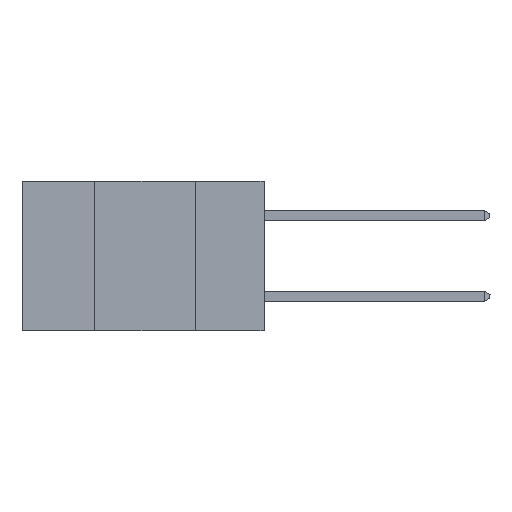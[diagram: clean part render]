
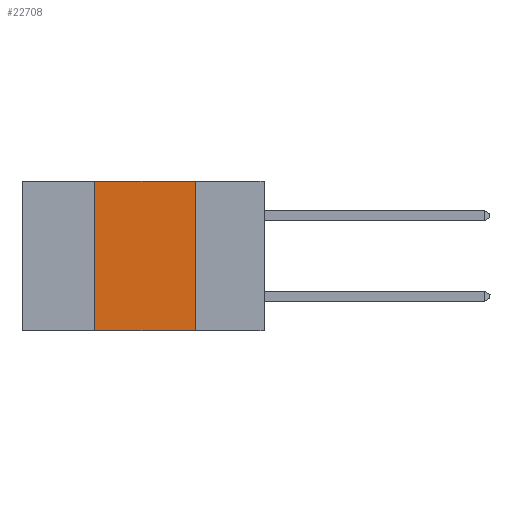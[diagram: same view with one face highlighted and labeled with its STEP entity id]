
A CAD part, left-side view. The second image highlights one B-rep face of the part: STEP entity #22708.
In plain terms, the highlighted planar face has unit normal (-1, 0, 0).
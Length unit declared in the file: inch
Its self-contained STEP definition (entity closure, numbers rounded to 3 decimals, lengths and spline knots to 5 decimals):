
#12 = CARTESIAN_POINT ( 'NONE',  ( 0., 0.17, 0. ) ) ;
#579 = DIRECTION ( 'NONE',  ( 0., 0., -1. ) ) ;
#947 = LINE ( 'NONE', #8415, #21765 ) ;
#1144 = VERTEX_POINT ( 'NONE', #4942 ) ;
#1202 = VERTEX_POINT ( 'NONE', #21370 ) ;
#1401 = EDGE_LOOP ( 'NONE', ( #16729, #2238, #9714, #14427 ) ) ;
#1566 = CARTESIAN_POINT ( 'NONE',  ( 0., 0.17, 0. ) ) ;
#2238 = ORIENTED_EDGE ( 'NONE', *, *, #11008, .F. ) ;
#3782 = LINE ( 'NONE', #21668, #7681 ) ;
#4592 = EDGE_CURVE ( 'NONE', #1144, #1202, #947, .T. ) ;
#4942 = CARTESIAN_POINT ( 'NONE',  ( 0., 0.42, -0.37 ) ) ;
#5326 = FACE_OUTER_BOUND ( 'NONE', #1401, .T. ) ;
#5577 = EDGE_CURVE ( 'NONE', #5908, #1202, #20555, .T. ) ;
#5908 = VERTEX_POINT ( 'NONE', #12 ) ;
#6361 = DIRECTION ( 'NONE',  ( 0., 0., 1. ) ) ;
#7404 = VECTOR ( 'NONE', #6361, 39.37008 ) ;
#7681 = VECTOR ( 'NONE', #16443, 39.37008 ) ;
#8415 = CARTESIAN_POINT ( 'NONE',  ( 0., 0.6, -0.37 ) ) ;
#9714 = ORIENTED_EDGE ( 'NONE', *, *, #13677, .F. ) ;
#9915 = VERTEX_POINT ( 'NONE', #13582 ) ;
#11008 = EDGE_CURVE ( 'NONE', #9915, #5908, #3782, .T. ) ;
#12301 = VECTOR ( 'NONE', #15675, 39.37008 ) ;
#13582 = CARTESIAN_POINT ( 'NONE',  ( 0., 0.42, 0. ) ) ;
#13677 = EDGE_CURVE ( 'NONE', #1144, #9915, #20934, .T. ) ;
#14368 = DIRECTION ( 'NONE',  ( 0., -1., 0. ) ) ;
#14427 = ORIENTED_EDGE ( 'NONE', *, *, #4592, .T. ) ;
#14711 = CARTESIAN_POINT ( 'NONE',  ( 0., 0.6, 0. ) ) ;
#15675 = DIRECTION ( 'NONE',  ( 0., 0., -1. ) ) ;
#16228 = PLANE ( 'NONE',  #16517 ) ;
#16443 = DIRECTION ( 'NONE',  ( 0., -1., 0. ) ) ;
#16449 = DIRECTION ( 'NONE',  ( 1., 0., 0. ) ) ;
#16517 = AXIS2_PLACEMENT_3D ( 'NONE', #14711, #16449, #579 ) ;
#16729 = ORIENTED_EDGE ( 'NONE', *, *, #5577, .F. ) ;
#20555 = LINE ( 'NONE', #1566, #12301 ) ;
#20934 = LINE ( 'NONE', #21783, #7404 ) ;
#21370 = CARTESIAN_POINT ( 'NONE',  ( 0., 0.17, -0.37 ) ) ;
#21668 = CARTESIAN_POINT ( 'NONE',  ( 0., 0.6, 0. ) ) ;
#21765 = VECTOR ( 'NONE', #14368, 39.37008 ) ;
#21783 = CARTESIAN_POINT ( 'NONE',  ( 0., 0.42, 0. ) ) ;
#22708 = ADVANCED_FACE ( 'NONE', ( #5326 ), #16228, .F. ) ;
